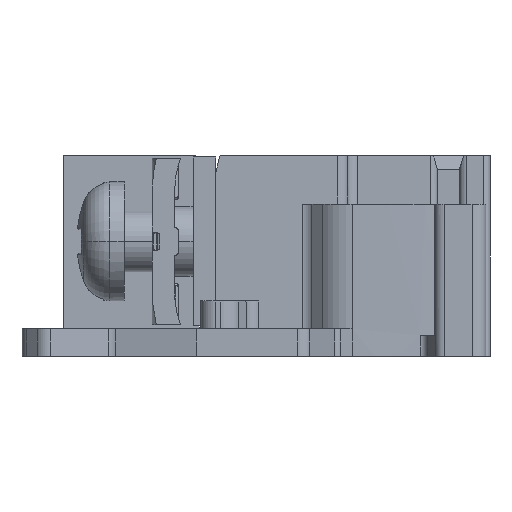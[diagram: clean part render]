
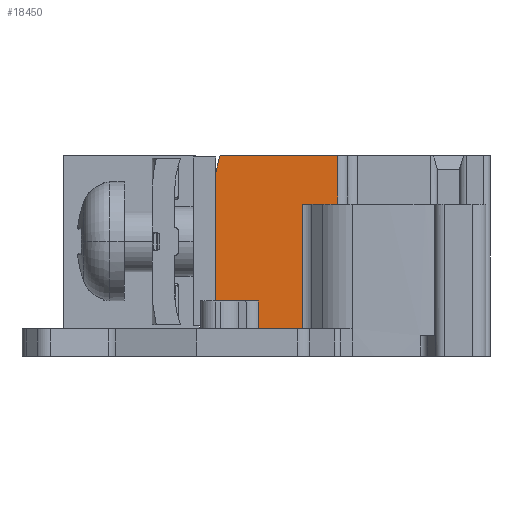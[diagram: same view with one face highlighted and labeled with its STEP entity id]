
A CAD part, left-side view. The second image highlights one B-rep face of the part: STEP entity #18450.
In plain terms, the highlighted planar face has unit normal (-1, 0, 0).
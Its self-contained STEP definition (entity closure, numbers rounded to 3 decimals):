
#952=DIRECTION('',(0.,1.,0.));
#953=VECTOR('',#952,8.514);
#954=CARTESIAN_POINT('',(-17.25,-22.814,14.5));
#955=LINE('',#954,#953);
#1299=DIRECTION('',(0.,0.,1.));
#1300=VECTOR('',#1299,3.5);
#1301=CARTESIAN_POINT('',(-17.25,-22.814,11.));
#1302=LINE('',#1301,#1300);
#4985=DIRECTION('',(0.,1.,0.));
#4986=VECTOR('',#4985,3.077);
#4987=CARTESIAN_POINT('',(-17.25,-17.077,4.));
#4988=LINE('',#4987,#4986);
#4989=DIRECTION('',(0.,0.,1.));
#4990=VECTOR('',#4989,9.3);
#4991=CARTESIAN_POINT('',(-17.25,-14.,4.));
#4992=LINE('',#4991,#4990);
#4993=DIRECTION('',(0.,-0.243,0.97));
#4994=VECTOR('',#4993,1.237);
#4995=CARTESIAN_POINT('',(-17.25,-14.,13.3));
#4996=LINE('',#4995,#4994);
#4997=DIRECTION('',(0.,1.,0.));
#4998=VECTOR('',#4997,3.158);
#4999=CARTESIAN_POINT('',(-17.25,-20.236,2.));
#5000=LINE('',#4999,#4998);
#5001=DIRECTION('',(0.,0.,-1.));
#5002=VECTOR('',#5001,2.);
#5003=CARTESIAN_POINT('',(-17.25,-17.077,4.));
#5004=LINE('',#5003,#5002);
#5084=DIRECTION('',(0.,-1.,0.));
#5085=VECTOR('',#5084,2.578);
#5086=CARTESIAN_POINT('',(-17.25,-20.236,11.));
#5087=LINE('',#5086,#5085);
#5408=DIRECTION('',(0.,0.,1.));
#5409=VECTOR('',#5408,9.);
#5410=CARTESIAN_POINT('',(-17.25,-20.236,2.));
#5411=LINE('',#5410,#5409);
#9717=CARTESIAN_POINT('',(-17.25,-22.814,14.5));
#9719=VERTEX_POINT('',#9717);
#9720=CARTESIAN_POINT('',(-17.25,-14.3,14.5));
#9721=VERTEX_POINT('',#9720);
#9874=CARTESIAN_POINT('',(-17.25,-22.814,11.));
#9875=VERTEX_POINT('',#9874);
#10025=CARTESIAN_POINT('',(-17.25,-17.077,2.));
#10026=VERTEX_POINT('',#10025);
#10027=CARTESIAN_POINT('',(-17.25,-20.236,2.));
#10028=VERTEX_POINT('',#10027);
#10645=CARTESIAN_POINT('',(-17.25,-14.,13.3));
#10646=VERTEX_POINT('',#10645);
#10647=CARTESIAN_POINT('',(-17.25,-14.,4.));
#10648=VERTEX_POINT('',#10647);
#10653=CARTESIAN_POINT('',(-17.25,-17.077,4.));
#10654=VERTEX_POINT('',#10653);
#10655=CARTESIAN_POINT('',(-17.25,-20.236,11.));
#10656=VERTEX_POINT('',#10655);
#18430=CARTESIAN_POINT('',(-17.25,-14.,14.5));
#18431=DIRECTION('',(-1.,0.,0.));
#18432=DIRECTION('',(0.,-1.,0.));
#18433=AXIS2_PLACEMENT_3D('',#18430,#18431,#18432);
#18434=PLANE('',#18433);
#18436=ORIENTED_EDGE('',*,*,#18435,.F.);
#18438=ORIENTED_EDGE('',*,*,#18437,.T.);
#18439=ORIENTED_EDGE('',*,*,#18389,.T.);
#18440=ORIENTED_EDGE('',*,*,#18424,.T.);
#18441=ORIENTED_EDGE('',*,*,#12351,.F.);
#18442=ORIENTED_EDGE('',*,*,#12532,.F.);
#18444=ORIENTED_EDGE('',*,*,#18443,.F.);
#18446=ORIENTED_EDGE('',*,*,#18445,.F.);
#18447=ORIENTED_EDGE('',*,*,#13377,.T.);
#18448=EDGE_LOOP('',(#18436,#18438,#18439,#18440,#18441,#18442,#18444,#18446,
#18447));
#18449=FACE_OUTER_BOUND('',#18448,.F.);
#12351=EDGE_CURVE('',#9719,#9721,#955,.T.);
#12532=EDGE_CURVE('',#9875,#9719,#1302,.T.);
#13377=EDGE_CURVE('',#10028,#10026,#5000,.T.);
#18389=EDGE_CURVE('',#10648,#10646,#4992,.T.);
#18424=EDGE_CURVE('',#10646,#9721,#4996,.T.);
#18435=EDGE_CURVE('',#10654,#10026,#5004,.T.);
#18437=EDGE_CURVE('',#10654,#10648,#4988,.T.);
#18443=EDGE_CURVE('',#10656,#9875,#5087,.T.);
#18445=EDGE_CURVE('',#10028,#10656,#5411,.T.);
#18450=ADVANCED_FACE('',(#18449),#18434,.T.);
